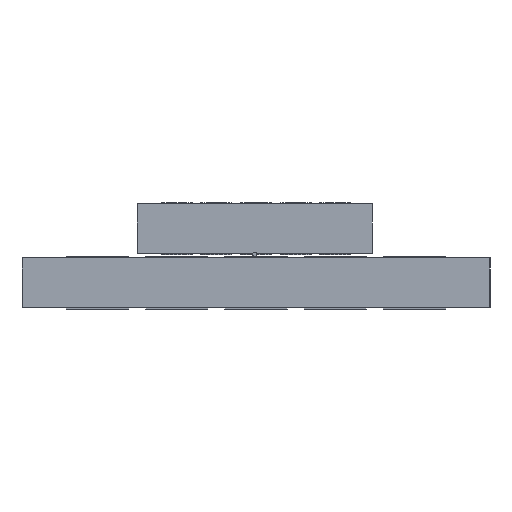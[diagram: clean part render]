
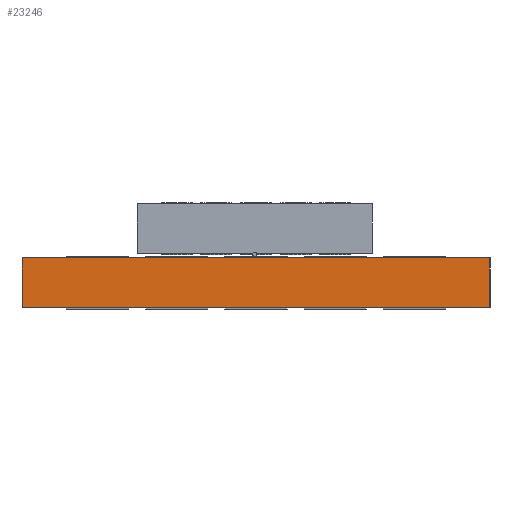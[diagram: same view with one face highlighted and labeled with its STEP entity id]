
A CAD part, left-side view. The second image highlights one B-rep face of the part: STEP entity #23246.
In plain terms, the highlighted planar face has unit normal (-1, 0, 0).
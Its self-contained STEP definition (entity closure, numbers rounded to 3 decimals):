
#3630=FACE_OUTER_BOUND('',#5240,.T.);
#5240=EDGE_LOOP('',(#17915,#17916,#17917,#17918));
#8184=LINE('',#37609,#9984);
#8185=LINE('',#37612,#9985);
#8186=LINE('',#37614,#9986);
#8187=LINE('',#37615,#9987);
#9984=VECTOR('',#29966,10.);
#9985=VECTOR('',#29969,10.);
#9986=VECTOR('',#29970,10.);
#9987=VECTOR('',#29971,10.);
#11581=VERTEX_POINT('',#37605);
#11582=VERTEX_POINT('',#37607);
#11583=VERTEX_POINT('',#37611);
#11584=VERTEX_POINT('',#37613);
#14054=EDGE_CURVE('',#11581,#11582,#8184,.T.);
#14055=EDGE_CURVE('',#11583,#11581,#8185,.T.);
#14056=EDGE_CURVE('',#11584,#11582,#8186,.T.);
#14057=EDGE_CURVE('',#11583,#11584,#8187,.T.);
#17915=ORIENTED_EDGE('',*,*,#14055,.T.);
#17916=ORIENTED_EDGE('',*,*,#14054,.T.);
#17917=ORIENTED_EDGE('',*,*,#14056,.F.);
#17918=ORIENTED_EDGE('',*,*,#14057,.F.);
#22311=PLANE('',#25283);
#23246=ADVANCED_FACE('',(#3630),#22311,.T.);
#25283=AXIS2_PLACEMENT_3D('',#37610,#29967,#29968);
#29966=DIRECTION('',(0.,0.,1.));
#29967=DIRECTION('center_axis',(-1.,0.,0.));
#29968=DIRECTION('ref_axis',(0.,-1.,0.));
#29969=DIRECTION('',(0.,-1.,0.));
#29970=DIRECTION('',(0.,-1.,0.));
#29971=DIRECTION('',(0.,0.,1.));
#37605=CARTESIAN_POINT('',(-14.5,-7.5,0.));
#37607=CARTESIAN_POINT('',(-14.5,-7.5,1.6));
#37609=CARTESIAN_POINT('',(-14.5,-7.5,0.));
#37610=CARTESIAN_POINT('Origin',(-14.5,7.5,0.));
#37611=CARTESIAN_POINT('',(-14.5,7.5,0.));
#37612=CARTESIAN_POINT('',(-14.5,7.5,0.));
#37613=CARTESIAN_POINT('',(-14.5,7.5,1.6));
#37614=CARTESIAN_POINT('',(-14.5,7.5,1.6));
#37615=CARTESIAN_POINT('',(-14.5,7.5,0.));
